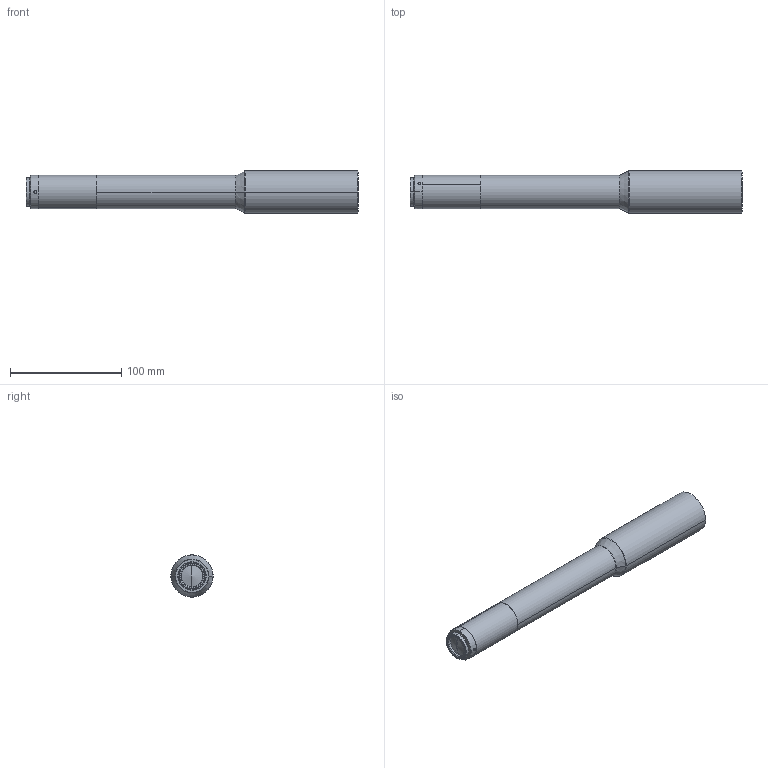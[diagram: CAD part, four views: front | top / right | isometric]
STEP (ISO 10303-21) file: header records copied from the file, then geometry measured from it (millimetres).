
FILE_DESCRIPTION (( 'STEP AP203' ), '1' );
FILE_NAME ('WH04-650A-110.STEP', '2019-03-15T06:45:32', ( '' ), ( '' ), 'SwSTEP 2.0', 'SolidWorks 2017', '' );
FILE_SCHEMA (( 'CONFIG_CONTROL_DESIGN' ));
Length unit declared in the file: millimetre
Products named in the file (1): WH04-650A-110
Bounding box: 298.69 x 38 x 38 mm (x, y, z)
Volume: 253751.3 mm3; surface area: 33210.6 mm2
Topology: 1 solids, 1 shells, 59 faces, 136 edges, 86 vertices
Faces by surface type: cylinder 26, cone 21, plane 8, bspline 4
Entity records: 1985 total; most frequent: CARTESIAN_POINT 568, DIRECTION 300, ORIENTED_EDGE 264, EDGE_CURVE 132, AXIS2_PLACEMENT_3D 128, VERTEX_POINT 86, CIRCLE 72, EDGE_LOOP 70
